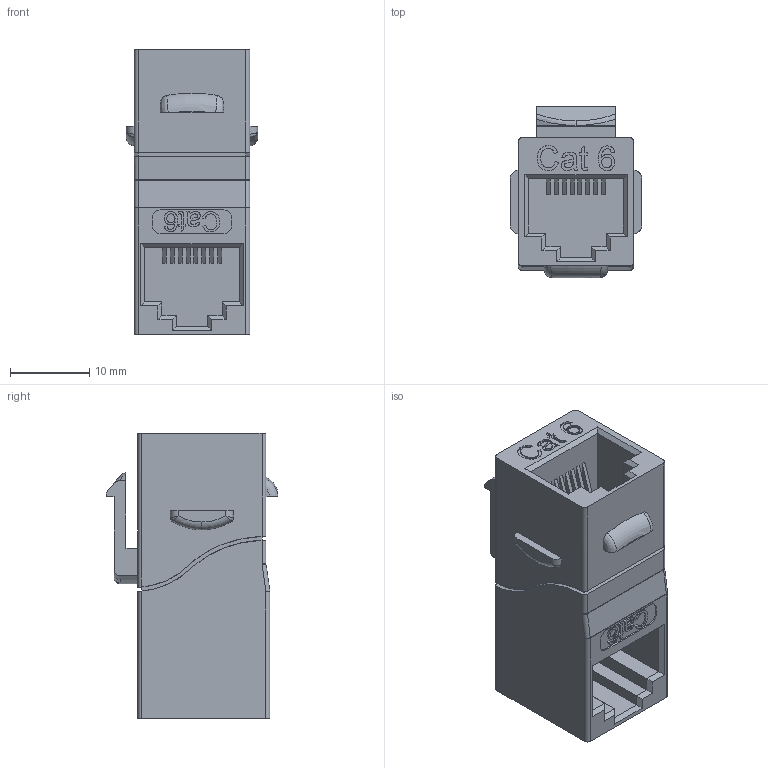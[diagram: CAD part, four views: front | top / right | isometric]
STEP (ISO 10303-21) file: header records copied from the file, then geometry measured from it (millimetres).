
FILE_DESCRIPTION (( 'STEP AP214' ), '1' );
FILE_NAME ('TDG1026KC-R6.STEP', '2012-11-07T16:55:05', ( 'x' ), ( '' ), 'SwSTEP 2.0', 'SolidWorks 2012', '' );
FILE_SCHEMA (( 'AUTOMOTIVE_DESIGN' ));
Length unit declared in the file: millimetre
Products named in the file (1): TDG1026KC-R6
Bounding box: 16.6 x 21.7 x 36.05 mm (x, y, z)
Volume: 6931.2 mm3; surface area: 4214.7 mm2
Topology: 5 solids, 5 shells, 889 faces, 2376 edges, 1567 vertices
Faces by surface type: plane 508, bspline 338, cylinder 33, torus 8, sphere 2
Entity records: 45011 total; most frequent: CARTESIAN_POINT 24330, ORIENTED_EDGE 4740, DIRECTION 2848, EDGE_CURVE 2370, VECTOR 1600, LINE 1600, VERTEX_POINT 1567, EDGE_LOOP 1001
